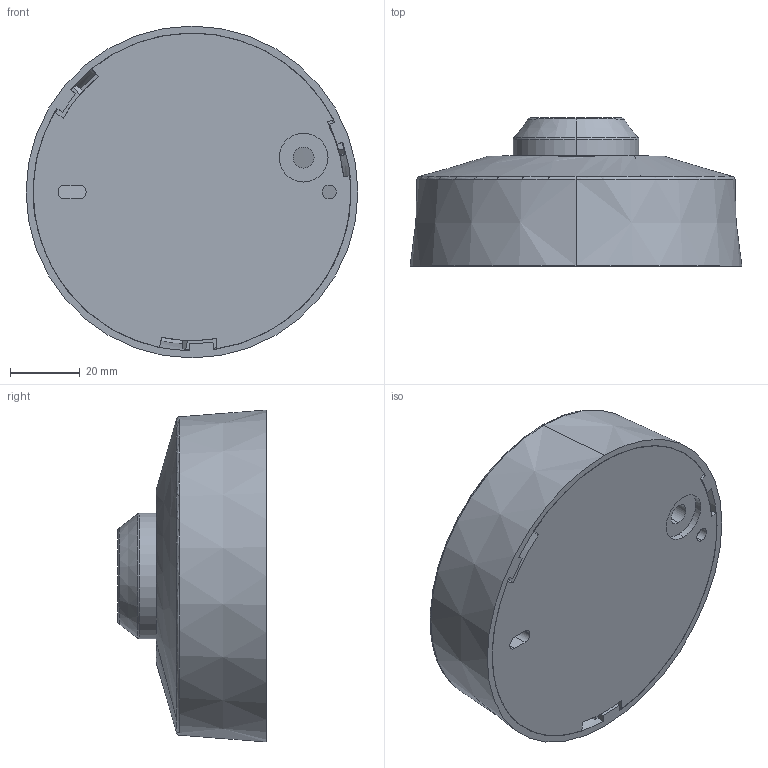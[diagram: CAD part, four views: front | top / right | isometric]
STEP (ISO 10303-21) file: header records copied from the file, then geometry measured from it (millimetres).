
FILE_DESCRIPTION (( 'STEP AP214' ), '1' );
FILE_NAME ('LDD11-101MB-1200-001 Äàò÷èê äâèæåíèÿ ÄÄ-ÌÂ 101 áåëûé, 1200Âò, 360 ãð.,8Ì,IP20,IEK.STEP', '2017-08-25T14:03:12', ( '' ), ( '' ), 'SwSTEP 2.0', 'SolidWorks 2014', '' );
FILE_SCHEMA (( 'AUTOMOTIVE_DESIGN' ));
Length unit declared in the file: millimetre
Products named in the file (1): LDD11-101MB-1200-001 Äàò÷èê äâèæåíèÿ ÄÄ-ÌÂ 101 áåëûé, 1200Âò, 360 ãð.,8Ì,IP20,IEK
Bounding box: 95 x 42.5 x 95 mm (x, y, z)
Volume: 166627.6 mm3; surface area: 49438.9 mm2
Topology: 2 solids, 2 shells, 215 faces, 544 edges, 356 vertices
Faces by surface type: plane 125, cylinder 52, cone 17, torus 15, bspline 6
Entity records: 7766 total; most frequent: CARTESIAN_POINT 2486, ORIENTED_EDGE 1088, DIRECTION 1088, EDGE_CURVE 544, AXIS2_PLACEMENT_3D 396, VERTEX_POINT 356, VECTOR 296, LINE 296
